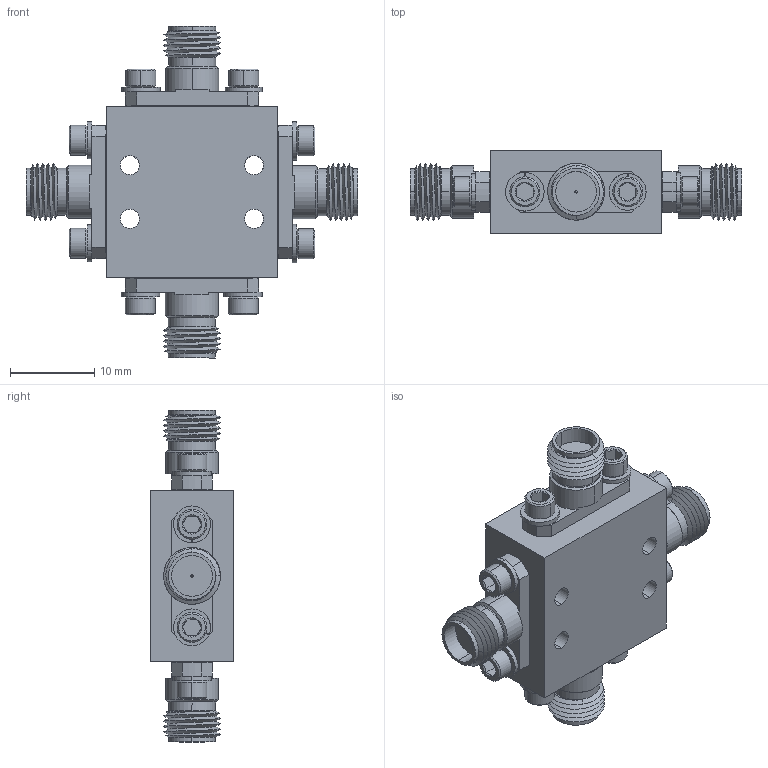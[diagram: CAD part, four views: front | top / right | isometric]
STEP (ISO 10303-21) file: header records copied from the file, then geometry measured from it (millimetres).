
FILE_DESCRIPTION (( 'STEP AP203' ), '1' );
FILE_NAME ('SFQ-30350313-2F2FSF-N1-M.STEP', '2018-10-23T18:46:46', ( '' ), ( '' ), 'SwSTEP 2.0', 'SolidWorks 2016', '' );
FILE_SCHEMA (( 'CONFIG_CONTROL_DESIGN' ));
Length unit declared in the file: inch
Products named in the file (1): SFQ-30350313-2F2FSF-N1-M
Bounding box: 39.37 x 9.91 x 39.37 mm (x, y, z)
Surface area: 4341.7 mm2 (no closed solid volume)
Topology: 0 solids, 22 shells, 381 faces, 916 edges, 563 vertices
Faces by surface type: plane 152, cone 111, cylinder 102, bspline 16
Full cylindrical faces by diameter (mm): 4.369 x1, 4.572 x1
Entity records: 15035 total; most frequent: CARTESIAN_POINT 6293, DIRECTION 1827, ORIENTED_EDGE 1698, EDGE_CURVE 916, AXIS2_PLACEMENT_3D 699, VERTEX_POINT 563, LINE 429, VECTOR 429
